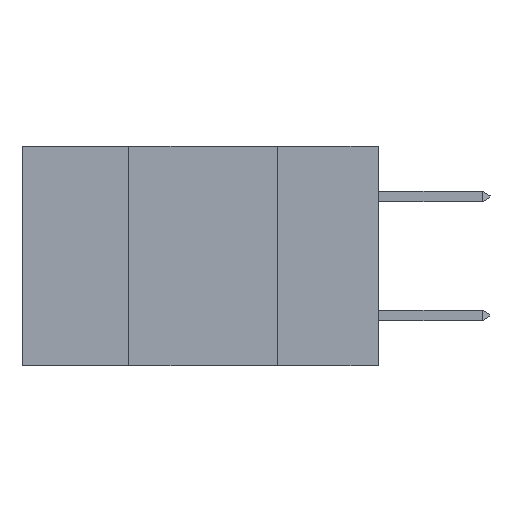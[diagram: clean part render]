
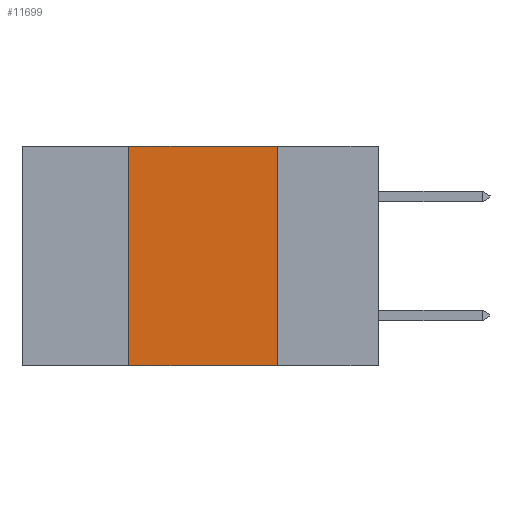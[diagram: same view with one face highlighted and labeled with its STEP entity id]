
A CAD part, left-side view. The second image highlights one B-rep face of the part: STEP entity #11699.
In plain terms, the highlighted planar face has unit normal (-1, 0, 0).
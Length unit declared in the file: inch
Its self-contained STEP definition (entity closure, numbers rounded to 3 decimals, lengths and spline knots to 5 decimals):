
#583 = PLANE ( 'NONE',  #8170 ) ;
#769 = CARTESIAN_POINT ( 'NONE',  ( 0., 0.6, -0.37 ) ) ;
#1301 = VECTOR ( 'NONE', #2690, 39.37008 ) ;
#2034 = VERTEX_POINT ( 'NONE', #2345 ) ;
#2270 = LINE ( 'NONE', #10900, #2364 ) ;
#2345 = CARTESIAN_POINT ( 'NONE',  ( 0., 0.17, 0. ) ) ;
#2364 = VECTOR ( 'NONE', #3098, 39.37008 ) ;
#2690 = DIRECTION ( 'NONE',  ( 0., -1., 0. ) ) ;
#3098 = DIRECTION ( 'NONE',  ( 0., 0., 1. ) ) ;
#3415 = EDGE_CURVE ( 'NONE', #2034, #5203, #6556, .T. ) ;
#3470 = DIRECTION ( 'NONE',  ( 0., 0., -1. ) ) ;
#3845 = CARTESIAN_POINT ( 'NONE',  ( 0., 0.17, -0.37 ) ) ;
#4168 = CARTESIAN_POINT ( 'NONE',  ( 0., 0.6, 0. ) ) ;
#4369 = CARTESIAN_POINT ( 'NONE',  ( 0., 0.17, -0.37 ) ) ;
#4484 = VECTOR ( 'NONE', #11596, 39.37008 ) ;
#4693 = EDGE_CURVE ( 'NONE', #6476, #2034, #10666, .T. ) ;
#5203 = VERTEX_POINT ( 'NONE', #3845 ) ;
#5359 = LINE ( 'NONE', #769, #1301 ) ;
#6079 = EDGE_CURVE ( 'NONE', #8936, #6476, #2270, .T. ) ;
#6372 = VECTOR ( 'NONE', #10727, 39.37008 ) ;
#6476 = VERTEX_POINT ( 'NONE', #7134 ) ;
#6556 = LINE ( 'NONE', #4369, #4484 ) ;
#7134 = CARTESIAN_POINT ( 'NONE',  ( 0., 0.42, 0. ) ) ;
#7933 = CARTESIAN_POINT ( 'NONE',  ( 0., 0.42, -0.37 ) ) ;
#8170 = AXIS2_PLACEMENT_3D ( 'NONE', #4168, #8277, #3470 ) ;
#8277 = DIRECTION ( 'NONE',  ( 1., 0., 0. ) ) ;
#8409 = ORIENTED_EDGE ( 'NONE', *, *, #4693, .F. ) ;
#8620 = ORIENTED_EDGE ( 'NONE', *, *, #9120, .T. ) ;
#8936 = VERTEX_POINT ( 'NONE', #7933 ) ;
#9120 = EDGE_CURVE ( 'NONE', #8936, #5203, #5359, .T. ) ;
#9782 = CARTESIAN_POINT ( 'NONE',  ( 0., 0.6, 0. ) ) ;
#9785 = ORIENTED_EDGE ( 'NONE', *, *, #6079, .F. ) ;
#10191 = FACE_OUTER_BOUND ( 'NONE', #12010, .T. ) ;
#10666 = LINE ( 'NONE', #9782, #6372 ) ;
#10727 = DIRECTION ( 'NONE',  ( 0., -1., 0. ) ) ;
#10900 = CARTESIAN_POINT ( 'NONE',  ( 0., 0.42, -0.37 ) ) ;
#11596 = DIRECTION ( 'NONE',  ( 0., 0., -1. ) ) ;
#11699 = ADVANCED_FACE ( 'NONE', ( #10191 ), #583, .F. ) ;
#11838 = ORIENTED_EDGE ( 'NONE', *, *, #3415, .F. ) ;
#12010 = EDGE_LOOP ( 'NONE', ( #11838, #8409, #9785, #8620 ) ) ;
